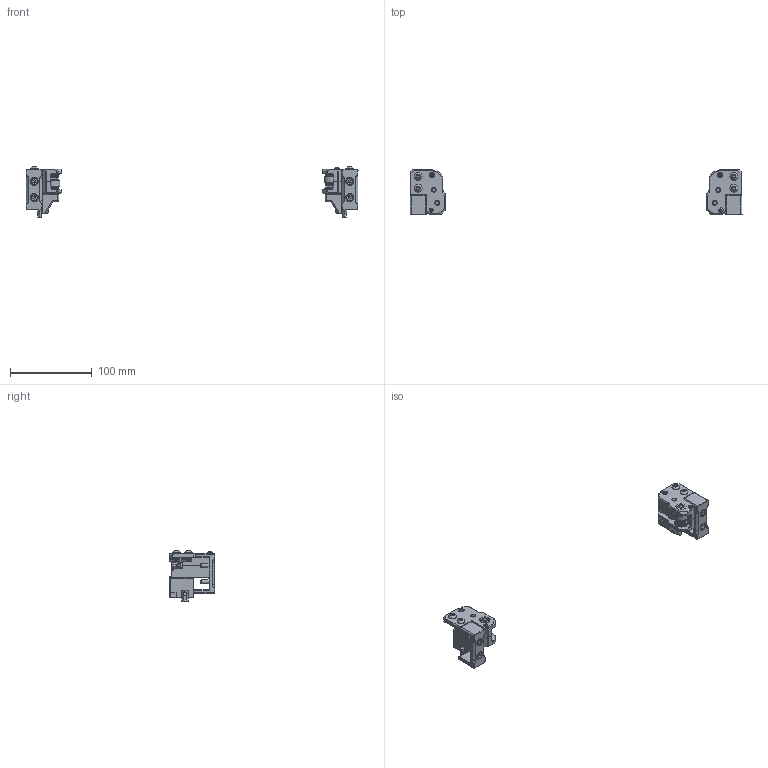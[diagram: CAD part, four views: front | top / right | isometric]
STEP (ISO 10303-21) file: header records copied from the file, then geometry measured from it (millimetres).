
FILE_DESCRIPTION(/* description */ ('STEP AP242','CAx-IF Rec.Pracs.---Representation and Presentation of Product Manufacturing Information (PMI)---4.0---2014-10-13','CAx-IF Rec.Pracs.---3D Tessellated Geometry---0.4---2014-09-14','2;1'),/* implementation_level */ '2;1');
FILE_NAME(/* name */ '6861ecbb0d7b32586acb809b',/* time_stamp */ '2025-06-30T01:47:42Z',/* author */ (''),/* organization */ (''),/* preprocessor_version */ 'ST-DEVELOPER v20',/* originating_system */ 'ONSHAPE BY PTC INC, 1.200',/* authorisation */ ' ');
FILE_SCHEMA (('AP242_MANAGED_MODEL_BASED_3D_ENGINEERING_MIM_LF { 1 0 10303 442 1 1 4 }'));
Products named in the file (63): Assembly 1; Hex socket head cap screw M5x0.80 x 12_7; F695 flanged bearing_7; M5 washer_1; Part 459; GT2 20T 6mm pulley_1; M3x30 BHCS_1; M5 2020 drop-in T-nut_7; M5x10 BHCS_7; M3x30 SHCS; Printed_VT_6mm_front_motorless_mount_a_1; Hex socket head cap screw M5x0.80 x 12_8; F695 flanged bearing_4; M5 2020 drop-in T-nut_6; Shim 1mm_1; M3xD4.5x4 threaded insert_1; F695 flanged bearing_5; F695 flanged bearing_6; M5 2020 drop-in T-nut_10; Part 37; Printed_spacer_1; Printed_VT_6mm_front_motorless_mount_b_1; D5x30 smooth pin_3; M5 2020 drop-in T-nut_5; D5x30 smooth pin_2; M5x16 BHCS_1; M5x10 BHCS_4; Shim 0.5mm_5
Assembly tree (62 placements, depth 2):
  Assembly 1
    Hex socket head cap screw M5x0.80 x 12_7
    F695 flanged bearing_7
    M5 washer_1
    Part 459
    GT2 20T 6mm pulley_1
    M3x30 BHCS_1
    M5 2020 drop-in T-nut_7
    M5x10 BHCS_7
    Hex socket head cap screw M5x0.80 x 12_7
    M3x30 SHCS
    Printed_VT_6mm_front_motorless_mount_a_1
    Hex socket head cap screw M5x0.80 x 12_8
    GT2 20T 6mm pulley_1
    F695 flanged bearing_4
    M3x30 SHCS
    Part 459
    F695 flanged bearing_4
    M5 2020 drop-in T-nut_6
    GT2 20T 6mm pulley_1
    Shim 1mm_1
    Shim 1mm_1
    M3xD4.5x4 threaded insert_1
    F695 flanged bearing_5
    Printed_VT_6mm_front_motorless_mount_a_1
    F695 flanged bearing_6
    M5 2020 drop-in T-nut_10
    F695 flanged bearing_7
    M3x30 BHCS_1
    GT2 20T 6mm pulley_1
    Part 37
    M5x10 BHCS_7
    Printed_spacer_1
    M5 2020 drop-in T-nut_7
    M3xD4.5x4 threaded insert_1
    Printed_VT_6mm_front_motorless_mount_b_1
    M3xD4.5x4 threaded insert_1
    M5x10 BHCS_7
    M5 2020 drop-in T-nut_10
    M5x10 BHCS_7
    Hex socket head cap screw M5x0.80 x 12_8
    M5 2020 drop-in T-nut_6
    GT2 20T 6mm pulley_1
    D5x30 smooth pin_3
    M3xD4.5x4 threaded insert_1
    M5 2020 drop-in T-nut_5
    D5x30 smooth pin_2
    Printed_spacer_1
    M5x16 BHCS_1
    M5x10 BHCS_4
    GT2 20T 6mm pulley_1
    M5x16 BHCS_1
    F695 flanged bearing_5
    Printed_VT_6mm_front_motorless_mount_b_1
    F695 flanged bearing_6
    Shim 0.5mm_5
    M5 2020 drop-in T-nut_5
    M5 washer_1
    Shim 0.5mm_5
    Part 37
Bounding box: 407.2 x 55.8 x 61.55 mm (x, y, z)
Volume: 97579.2 mm3; surface area: 59032.1 mm2
Topology: 62 solids, 62 shells, 1963 faces, 4653 edges, 2912 vertices
Faces by surface type: plane 868, cylinder 606, cone 415, torus 32, bspline 32, sphere 10
Full cylindrical faces by diameter (mm): 2.9 x2, 3 x14, 3.2 x4, 3.4 x4, 4.1 x4, 4.2 x10, 4.25 x2, 4.5 x4, 5 x34, 5.2 x10, 5.3 x2, 5.366 x4, 5.4 x4, 5.5 x2, 5.6 x2, 5.7 x2, 6 x2, 6.2 x2, 6.5 x16, 8 x10, 8.5 x4, 8.8 x2, 9 x4, 9.5 x8, 10 x4, 11.5 x16, 13 x8, 15 x8, 15.5 x4, 16 x4
Entity records: 60693 total; most frequent: CARTESIAN_POINT 15093, DIRECTION 9615, ORIENTED_EDGE 8258, EDGE_CURVE 4129, AXIS2_PLACEMENT_3D 3751, VERTEX_POINT 2810, FACE_BOUND 2603, EDGE_LOOP 2599
